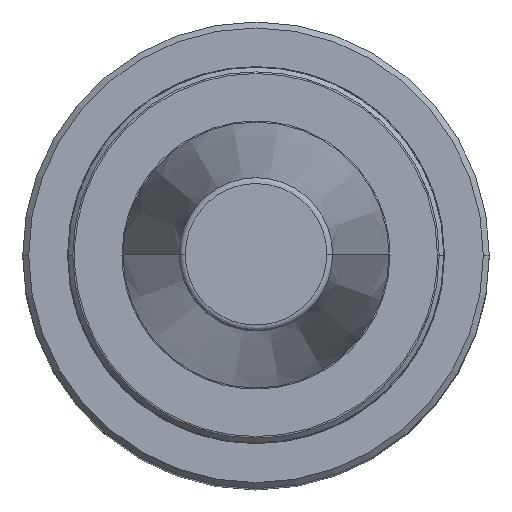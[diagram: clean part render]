
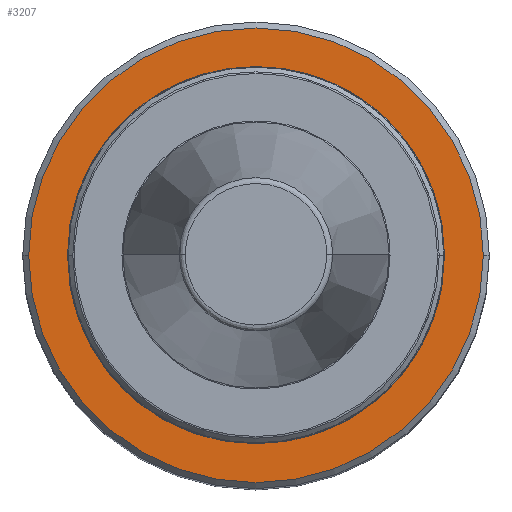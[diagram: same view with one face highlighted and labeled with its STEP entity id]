
A CAD part, top view. The second image highlights one B-rep face of the part: STEP entity #3207.
In plain terms, the highlighted planar face has unit normal (0, 0, 1).
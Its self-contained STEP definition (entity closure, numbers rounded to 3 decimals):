
#91 = VERTEX_POINT ( 'NONE', #2713 ) ;
#249 = AXIS2_PLACEMENT_3D ( 'NONE', #273, #266, #262 ) ;
#262 = DIRECTION ( 'NONE',  ( -1., 0., 0. ) ) ;
#266 = DIRECTION ( 'NONE',  ( 0., 0., -1. ) ) ;
#273 = CARTESIAN_POINT ( 'NONE',  ( 0., 0., -29.5 ) ) ;
#381 = VERTEX_POINT ( 'NONE', #2164 ) ;
#496 = ORIENTED_EDGE ( 'NONE', *, *, #884, .T. ) ;
#645 = FACE_OUTER_BOUND ( 'NONE', #833, .T. ) ;
#658 = EDGE_CURVE ( 'NONE', #2540, #1556, #1918, .T. ) ;
#689 = EDGE_LOOP ( 'NONE', ( #1300, #496 ) ) ;
#825 = DIRECTION ( 'NONE',  ( -1., 0., 0. ) ) ;
#830 = DIRECTION ( 'NONE',  ( 0., 0., -1. ) ) ;
#831 = CARTESIAN_POINT ( 'NONE',  ( 0., 0., -29.5 ) ) ;
#833 = EDGE_LOOP ( 'NONE', ( #2115, #2582 ) ) ;
#884 = EDGE_CURVE ( 'NONE', #1556, #2540, #1243, .T. ) ;
#958 = AXIS2_PLACEMENT_3D ( 'NONE', #1701, #1699, #1698 ) ;
#987 = EDGE_CURVE ( 'NONE', #91, #381, #2957, .T. ) ;
#1110 = DIRECTION ( 'NONE',  ( 1., 0., 0. ) ) ;
#1117 = DIRECTION ( 'NONE',  ( 0., 0., -1. ) ) ;
#1122 = CARTESIAN_POINT ( 'NONE',  ( 0., 0., -29.5 ) ) ;
#1243 = CIRCLE ( 'NONE', #1862, 31.25 ) ;
#1274 = PLANE ( 'NONE',  #2680 ) ;
#1300 = ORIENTED_EDGE ( 'NONE', *, *, #658, .T. ) ;
#1556 = VERTEX_POINT ( 'NONE', #2619 ) ;
#1698 = DIRECTION ( 'NONE',  ( 1., 0., 0. ) ) ;
#1699 = DIRECTION ( 'NONE',  ( 0., 0., -1. ) ) ;
#1701 = CARTESIAN_POINT ( 'NONE',  ( 0., 0., -29.5 ) ) ;
#1811 = CIRCLE ( 'NONE', #249, 38. ) ;
#1819 = DIRECTION ( 'NONE',  ( 1., 0., 0. ) ) ;
#1862 = AXIS2_PLACEMENT_3D ( 'NONE', #1122, #1117, #1110 ) ;
#1918 = CIRCLE ( 'NONE', #958, 31.25 ) ;
#2115 = ORIENTED_EDGE ( 'NONE', *, *, #987, .F. ) ;
#2164 = CARTESIAN_POINT ( 'NONE',  ( 38., 0., -29.5 ) ) ;
#2278 = EDGE_CURVE ( 'NONE', #381, #91, #1811, .T. ) ;
#2292 = CARTESIAN_POINT ( 'NONE',  ( 0., 31.25, -29.5 ) ) ;
#2539 = FACE_BOUND ( 'NONE', #689, .T. ) ;
#2540 = VERTEX_POINT ( 'NONE', #2688 ) ;
#2582 = ORIENTED_EDGE ( 'NONE', *, *, #2278, .F. ) ;
#2619 = CARTESIAN_POINT ( 'NONE',  ( -31.25, 0., -29.5 ) ) ;
#2680 = AXIS2_PLACEMENT_3D ( 'NONE', #2292, #3185, #1819 ) ;
#2688 = CARTESIAN_POINT ( 'NONE',  ( 31.25, 0., -29.5 ) ) ;
#2713 = CARTESIAN_POINT ( 'NONE',  ( -38., 0., -29.5 ) ) ;
#2957 = CIRCLE ( 'NONE', #3078, 38. ) ;
#3078 = AXIS2_PLACEMENT_3D ( 'NONE', #831, #830, #825 ) ;
#3185 = DIRECTION ( 'NONE',  ( 0., 0., 1. ) ) ;
#3207 = ADVANCED_FACE ( 'NONE', ( #2539, #645 ), #1274, .T. ) ;
